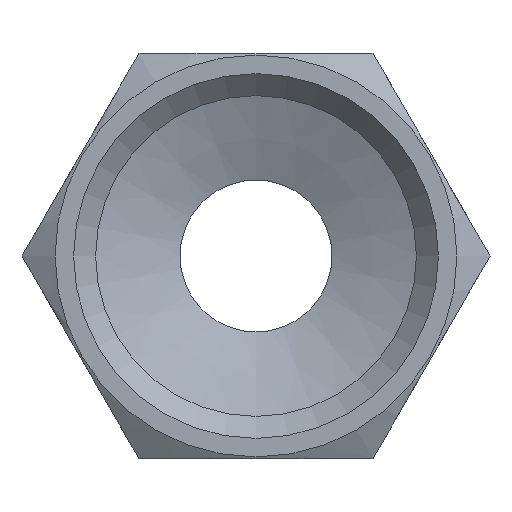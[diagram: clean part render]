
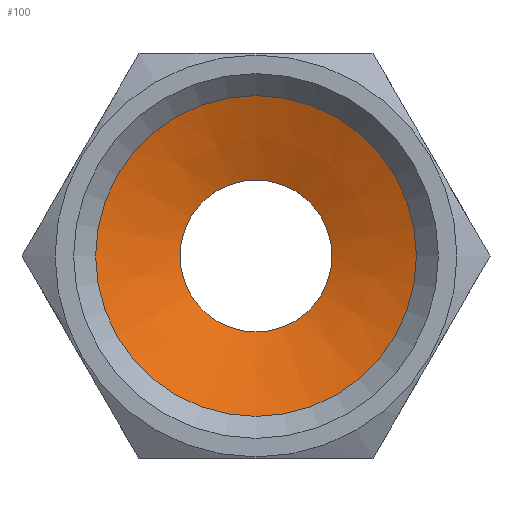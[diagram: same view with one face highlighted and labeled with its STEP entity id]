
A CAD part, front view. The second image highlights one B-rep face of the part: STEP entity #100.
In plain terms, the highlighted conical face has half-angle 68 degrees and reference radius 9.5 mm.
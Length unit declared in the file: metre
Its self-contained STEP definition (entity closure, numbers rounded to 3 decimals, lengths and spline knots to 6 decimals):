
#100 = ADVANCED_FACE( 'NONE', ( #213, #214 ), #215, .F. );
#213 = FACE_OUTER_BOUND( '', #318, .T. );
#214 = FACE_BOUND( '', #319, .T. );
#215 = CONICAL_SURFACE( '', #320, 0.0095, 1.187 );
#318 = EDGE_LOOP( '', ( #503 ) );
#319 = EDGE_LOOP( '', ( #504 ) );
#320 = AXIS2_PLACEMENT_3D( '', #505, #506, #507 );
#503 = ORIENTED_EDGE( '', *, *, #533, .T. );
#504 = ORIENTED_EDGE( '', *, *, #540, .F. );
#505 = CARTESIAN_POINT( '', ( 0., 0.014, 0. ) );
#506 = DIRECTION( '', ( 0., -1., 0. ) );
#507 = DIRECTION( '', ( 0., 0., -1. ) );
#533 = EDGE_CURVE( 'NONE', #618, #618, #619, .T. );
#540 = EDGE_CURVE( 'NONE', #629, #629, #630, .T. );
#618 = VERTEX_POINT( '', #768 );
#619 = CIRCLE( '', #769, 0.0095 );
#629 = VERTEX_POINT( '', #779 );
#630 = CIRCLE( '', #780, 0.0045 );
#768 = CARTESIAN_POINT( '', ( 0., 0.014, -0.0095 ) );
#769 = AXIS2_PLACEMENT_3D( '', #911, #912, #913 );
#779 = CARTESIAN_POINT( '', ( 0., 0.01602, -0.0045 ) );
#780 = AXIS2_PLACEMENT_3D( '', #923, #924, #925 );
#911 = CARTESIAN_POINT( '', ( 0., 0.014, 0. ) );
#912 = DIRECTION( '', ( 0., -1., 0. ) );
#913 = DIRECTION( '', ( 0., 0., -1. ) );
#923 = CARTESIAN_POINT( '', ( 0., 0.01602, 0. ) );
#924 = DIRECTION( '', ( 0., -1., 0. ) );
#925 = DIRECTION( '', ( 0., 0., -1. ) );
